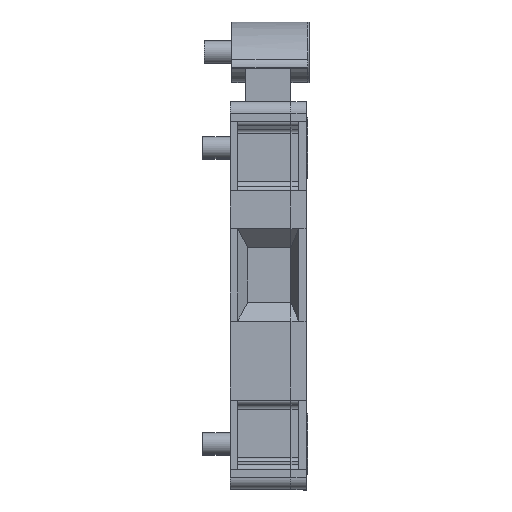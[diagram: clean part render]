
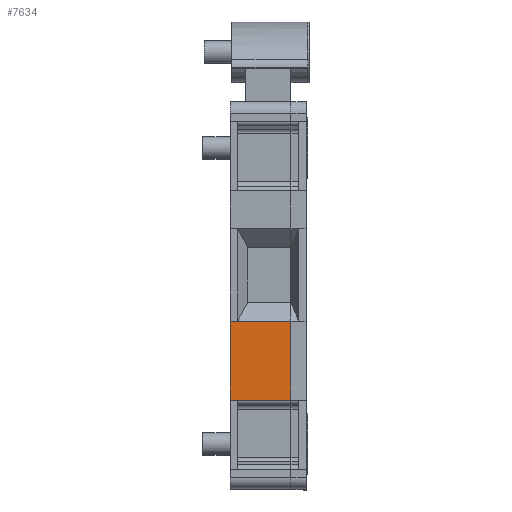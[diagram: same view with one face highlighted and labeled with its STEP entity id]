
A CAD part, top view. The second image highlights one B-rep face of the part: STEP entity #7634.
In plain terms, the highlighted planar face has unit normal (0, 0, 1).
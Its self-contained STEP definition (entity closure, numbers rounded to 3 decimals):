
#7395=AXIS2_PLACEMENT_3D('Plane Axis2P3D',#7392,#7393,#7394) ;
#6181=CARTESIAN_POINT('Vertex',(5.8,11.05,68.835)) ;
#6184=CARTESIAN_POINT('Line Origine',(5.8,8.45,68.835)) ;
#6188=CARTESIAN_POINT('Vertex',(5.8,5.85,68.835)) ;
#7392=CARTESIAN_POINT('Axis2P3D Location',(1.8,0.75,68.835)) ;
#7585=CARTESIAN_POINT('Vertex',(2.3,11.05,68.835)) ;
#7588=CARTESIAN_POINT('Line Origine',(4.05,11.05,68.835)) ;
#7600=CARTESIAN_POINT('Line Origine',(2.05,5.85,68.835)) ;
#7604=CARTESIAN_POINT('Vertex',(2.3,5.85,68.835)) ;
#7606=CARTESIAN_POINT('Vertex',(1.8,5.85,68.835)) ;
#7609=CARTESIAN_POINT('Line Origine',(4.05,5.85,68.835)) ;
#7614=CARTESIAN_POINT('Line Origine',(2.05,11.05,68.835)) ;
#7618=CARTESIAN_POINT('Vertex',(1.8,11.05,68.835)) ;
#7621=CARTESIAN_POINT('Line Origine',(1.8,8.45,68.835)) ;
#6185=DIRECTION('Vector Direction',(0.,1.,0.)) ;
#7393=DIRECTION('Axis2P3D Direction',(0.,0.,1.)) ;
#7394=DIRECTION('Axis2P3D XDirection',(0.,1.,0.)) ;
#7589=DIRECTION('Vector Direction',(-1.,0.,0.)) ;
#7601=DIRECTION('Vector Direction',(-1.,0.,0.)) ;
#7610=DIRECTION('Vector Direction',(-1.,0.,0.)) ;
#7615=DIRECTION('Vector Direction',(-1.,0.,0.)) ;
#7622=DIRECTION('Vector Direction',(0.,1.,0.)) ;
#6186=VECTOR('Line Direction',#6185,1.) ;
#7590=VECTOR('Line Direction',#7589,1.) ;
#7602=VECTOR('Line Direction',#7601,1.) ;
#7611=VECTOR('Line Direction',#7610,1.) ;
#7616=VECTOR('Line Direction',#7615,1.) ;
#7623=VECTOR('Line Direction',#7622,1.) ;
#7627=ORIENTED_EDGE('',*,*,#7608,.F.) ;
#7628=ORIENTED_EDGE('',*,*,#7613,.F.) ;
#7629=ORIENTED_EDGE('',*,*,#6190,.T.) ;
#7630=ORIENTED_EDGE('',*,*,#7592,.T.) ;
#7631=ORIENTED_EDGE('',*,*,#7620,.T.) ;
#7632=ORIENTED_EDGE('',*,*,#7625,.F.) ;
#7634=ADVANCED_FACE('FEGH ZTA4/ZA.1\\PartBody',(#7633),#7396,.T.) ;
#6190=EDGE_CURVE('',#6189,#6182,#6187,.T.) ;
#7592=EDGE_CURVE('',#6182,#7586,#7591,.T.) ;
#7608=EDGE_CURVE('',#7605,#7607,#7603,.T.) ;
#7613=EDGE_CURVE('',#6189,#7605,#7612,.T.) ;
#7620=EDGE_CURVE('',#7586,#7619,#7617,.T.) ;
#7625=EDGE_CURVE('',#7607,#7619,#7624,.T.) ;
#7626=EDGE_LOOP('',(#7627,#7628,#7629,#7630,#7631,#7632)) ;
#7633=FACE_OUTER_BOUND('',#7626,.T.) ;
#6187=LINE('Line',#6184,#6186) ;
#7591=LINE('Line',#7588,#7590) ;
#7603=LINE('Line',#7600,#7602) ;
#7612=LINE('Line',#7609,#7611) ;
#7617=LINE('Line',#7614,#7616) ;
#7624=LINE('Line',#7621,#7623) ;
#7396=PLANE('',#7395) ;
#6182=VERTEX_POINT('',#6181) ;
#6189=VERTEX_POINT('',#6188) ;
#7586=VERTEX_POINT('',#7585) ;
#7605=VERTEX_POINT('',#7604) ;
#7607=VERTEX_POINT('',#7606) ;
#7619=VERTEX_POINT('',#7618) ;
